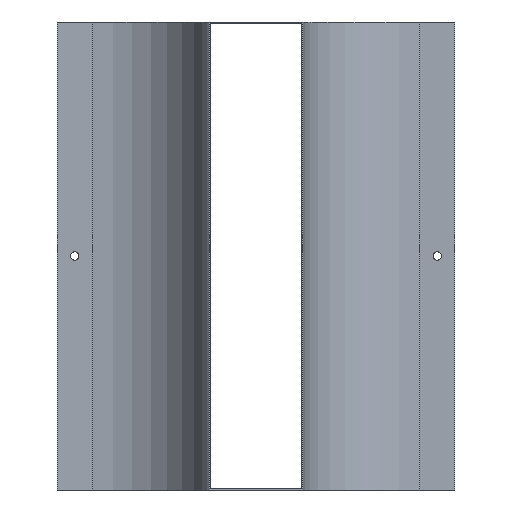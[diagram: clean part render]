
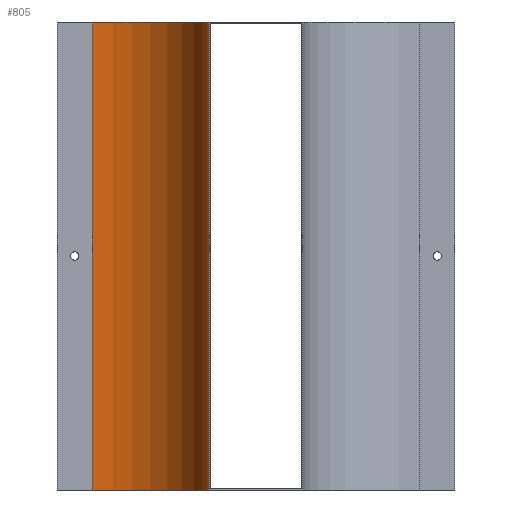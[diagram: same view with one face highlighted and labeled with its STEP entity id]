
A CAD part, front view. The second image highlights one B-rep face of the part: STEP entity #805.
In plain terms, the highlighted cylindrical face has radius 100 mm (diameter 200 mm), a partial arc.
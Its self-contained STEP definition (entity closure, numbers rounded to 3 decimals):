
#51 = DIRECTION ( 'NONE',  ( 0., 0., -1. ) ) ;
#52 = DIRECTION ( 'NONE',  ( -1., 0., 0. ) ) ;
#53 = CARTESIAN_POINT ( 'NONE',  ( 0., 30., 1. ) ) ;
#54 = DIRECTION ( 'NONE',  ( 0., 0., -1. ) ) ;
#57 = CARTESIAN_POINT ( 'NONE',  ( -100., 30., 1. ) ) ;
#58 = DIRECTION ( 'NONE',  ( 0., 0., -1. ) ) ;
#59 = DIRECTION ( 'NONE',  ( -1., 0., 0. ) ) ;
#230 = CARTESIAN_POINT ( 'NONE',  ( -100., 130., 1. ) ) ;
#233 = CARTESIAN_POINT ( 'NONE',  ( -100., 130., -399. ) ) ;
#382 = CARTESIAN_POINT ( 'NONE',  ( -100., 130., 1. ) ) ;
#383 = DIRECTION ( 'NONE',  ( 0., 0., -1. ) ) ;
#699 = AXIS2_PLACEMENT_3D ( 'NONE', #1986, #51, #52 ) ;
#704 = AXIS2_PLACEMENT_3D ( 'NONE', #57, #58, #59 ) ;
#805 = ADVANCED_FACE ( 'NONE', ( #1312 ), #1324, .F. ) ;
#839 = DIRECTION ( 'NONE',  ( -1., 0., 0. ) ) ;
#840 = CARTESIAN_POINT ( 'NONE',  ( -100., 30., 1. ) ) ;
#845 = DIRECTION ( 'NONE',  ( 0., 0., -1. ) ) ;
#876 = AXIS2_PLACEMENT_3D ( 'NONE', #840, #845, #839 ) ;
#1011 = EDGE_LOOP ( 'NONE', ( #1762, #1761, #1760, #1759 ) ) ;
#1071 = CARTESIAN_POINT ( 'NONE',  ( 0., 30., 1. ) ) ;
#1081 = CARTESIAN_POINT ( 'NONE',  ( 0., 30., -399. ) ) ;
#1198 = VERTEX_POINT ( 'NONE', #1081 ) ;
#1204 = VERTEX_POINT ( 'NONE', #1071 ) ;
#1312 = FACE_OUTER_BOUND ( 'NONE', #1011, .T. ) ;
#1324 = CYLINDRICAL_SURFACE ( 'NONE', #876, 100. ) ;
#1402 = CIRCLE ( 'NONE', #699, 100. ) ;
#1404 = LINE ( 'NONE', #53, #1408 ) ;
#1406 = CIRCLE ( 'NONE', #704, 100. ) ;
#1408 = VECTOR ( 'NONE', #54, 1000. ) ;
#1574 = EDGE_CURVE ( 'NONE', #1863, #1198, #1402, .T. ) ;
#1575 = EDGE_CURVE ( 'NONE', #1204, #1198, #1404, .T. ) ;
#1576 = EDGE_CURVE ( 'NONE', #1860, #1204, #1406, .T. ) ;
#1759 = ORIENTED_EDGE ( 'NONE', *, *, #1576, .F. ) ;
#1760 = ORIENTED_EDGE ( 'NONE', *, *, #1575, .F. ) ;
#1761 = ORIENTED_EDGE ( 'NONE', *, *, #1574, .T. ) ;
#1762 = ORIENTED_EDGE ( 'NONE', *, *, #2357, .T. ) ;
#1860 = VERTEX_POINT ( 'NONE', #230 ) ;
#1863 = VERTEX_POINT ( 'NONE', #233 ) ;
#1986 = CARTESIAN_POINT ( 'NONE',  ( -100., 30., -399. ) ) ;
#2141 = LINE ( 'NONE', #382, #2144 ) ;
#2144 = VECTOR ( 'NONE', #383, 1000. ) ;
#2357 = EDGE_CURVE ( 'NONE', #1860, #1863, #2141, .T. ) ;
